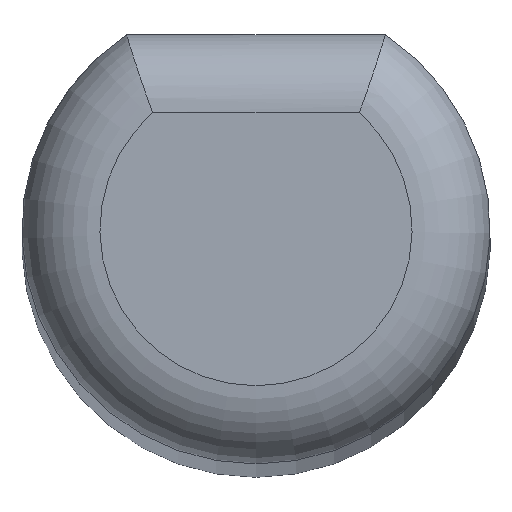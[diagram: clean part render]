
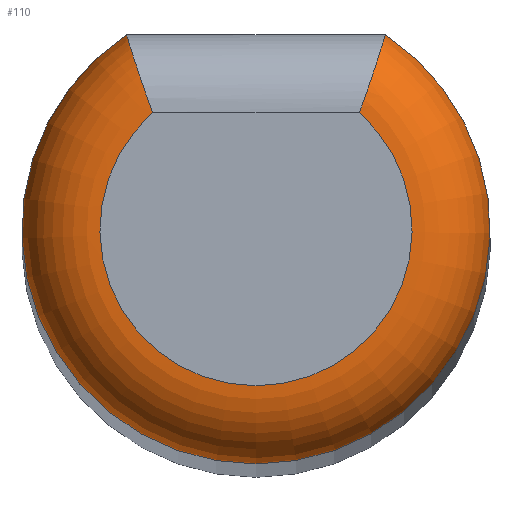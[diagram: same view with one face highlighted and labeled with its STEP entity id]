
A CAD part, top view. The second image highlights one B-rep face of the part: STEP entity #110.
In plain terms, the highlighted toroidal (fillet/blend) face has major radius 2 mm and minor radius 1 mm.
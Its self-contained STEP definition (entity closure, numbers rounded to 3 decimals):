
#34=FACE_OUTER_BOUND('',#42,.T.);
#42=EDGE_LOOP('',(#83,#84,#85,#86));
#51=B_SPLINE_CURVE_WITH_KNOTS('',3,(#216,#217,#218,#219,#220,#221,#222,
#223,#224,#225,#226,#227,#228,#229),.UNSPECIFIED.,.F.,.F.,(4,2,2,2,2,2,
4),(-0.001,0.,0.023,0.046,0.086,
0.124,0.162),.UNSPECIFIED.);
#52=B_SPLINE_CURVE_WITH_KNOTS('',3,(#232,#233,#234,#235,#236,#237,#238,
#239,#240,#241,#242,#243,#244,#245),.UNSPECIFIED.,.F.,.F.,(4,2,2,2,2,2,
4),(0.162,0.199,0.238,0.278,
0.3,0.323,0.324),.UNSPECIFIED.);
#55=CIRCLE('',#135,2.);
#56=CIRCLE('',#136,3.);
#61=VERTEX_POINT('',#212);
#62=VERTEX_POINT('',#213);
#63=VERTEX_POINT('',#215);
#64=VERTEX_POINT('',#230);
#69=EDGE_CURVE('',#61,#62,#55,.T.);
#70=EDGE_CURVE('',#61,#63,#51,.T.);
#71=EDGE_CURVE('',#64,#63,#56,.T.);
#72=EDGE_CURVE('',#64,#62,#52,.T.);
#83=ORIENTED_EDGE('',*,*,#69,.F.);
#84=ORIENTED_EDGE('',*,*,#70,.T.);
#85=ORIENTED_EDGE('',*,*,#71,.F.);
#86=ORIENTED_EDGE('',*,*,#72,.T.);
#108=TOROIDAL_SURFACE('',#134,2.,1.);
#110=ADVANCED_FACE('',(#34),#108,.T.);
#134=AXIS2_PLACEMENT_3D('',#211,#151,#152);
#135=AXIS2_PLACEMENT_3D('',#214,#153,#154);
#136=AXIS2_PLACEMENT_3D('',#231,#155,#156);
#151=DIRECTION('center_axis',(0.,0.,-1.));
#152=DIRECTION('ref_axis',(0.,-1.,0.));
#153=DIRECTION('center_axis',(0.,0.,1.));
#154=DIRECTION('ref_axis',(-1.,0.,0.));
#155=DIRECTION('center_axis',(0.,0.,-1.));
#156=DIRECTION('ref_axis',(-1.,0.,0.));
#211=CARTESIAN_POINT('Origin',(41.948,41.864,114.12));
#212=CARTESIAN_POINT('',(40.625,43.364,115.12));
#213=CARTESIAN_POINT('',(43.271,43.364,115.12));
#214=CARTESIAN_POINT('Origin',(41.948,41.864,115.12));
#215=CARTESIAN_POINT('',(40.289,44.364,114.12));
#216=CARTESIAN_POINT('Ctrl Pts',(40.625,43.364,115.12));
#217=CARTESIAN_POINT('Ctrl Pts',(40.624,43.366,115.12));
#218=CARTESIAN_POINT('Ctrl Pts',(40.624,43.368,115.12));
#219=CARTESIAN_POINT('Ctrl Pts',(40.596,43.441,115.12));
#220=CARTESIAN_POINT('Ctrl Pts',(40.57,43.512,115.112));
#221=CARTESIAN_POINT('Ctrl Pts',(40.52,43.653,115.08));
#222=CARTESIAN_POINT('Ctrl Pts',(40.496,43.722,115.057));
#223=CARTESIAN_POINT('Ctrl Pts',(40.434,43.903,114.972));
#224=CARTESIAN_POINT('Ctrl Pts',(40.4,44.008,114.896));
#225=CARTESIAN_POINT('Ctrl Pts',(40.345,44.182,114.71));
#226=CARTESIAN_POINT('Ctrl Pts',(40.324,44.25,114.603));
#227=CARTESIAN_POINT('Ctrl Pts',(40.296,44.341,114.369));
#228=CARTESIAN_POINT('Ctrl Pts',(40.289,44.364,114.245));
#229=CARTESIAN_POINT('Ctrl Pts',(40.289,44.364,114.12));
#230=CARTESIAN_POINT('',(43.606,44.364,114.12));
#231=CARTESIAN_POINT('Origin',(41.948,41.864,114.12));
#232=CARTESIAN_POINT('Ctrl Pts',(43.606,44.364,114.12));
#233=CARTESIAN_POINT('Ctrl Pts',(43.606,44.364,114.245));
#234=CARTESIAN_POINT('Ctrl Pts',(43.599,44.341,114.369));
#235=CARTESIAN_POINT('Ctrl Pts',(43.571,44.25,114.603));
#236=CARTESIAN_POINT('Ctrl Pts',(43.55,44.182,114.71));
#237=CARTESIAN_POINT('Ctrl Pts',(43.495,44.008,114.896));
#238=CARTESIAN_POINT('Ctrl Pts',(43.461,43.903,114.972));
#239=CARTESIAN_POINT('Ctrl Pts',(43.4,43.722,115.057));
#240=CARTESIAN_POINT('Ctrl Pts',(43.376,43.653,115.08));
#241=CARTESIAN_POINT('Ctrl Pts',(43.326,43.512,115.112));
#242=CARTESIAN_POINT('Ctrl Pts',(43.299,43.441,115.12));
#243=CARTESIAN_POINT('Ctrl Pts',(43.272,43.368,115.12));
#244=CARTESIAN_POINT('Ctrl Pts',(43.271,43.366,115.12));
#245=CARTESIAN_POINT('Ctrl Pts',(43.271,43.364,115.12));
